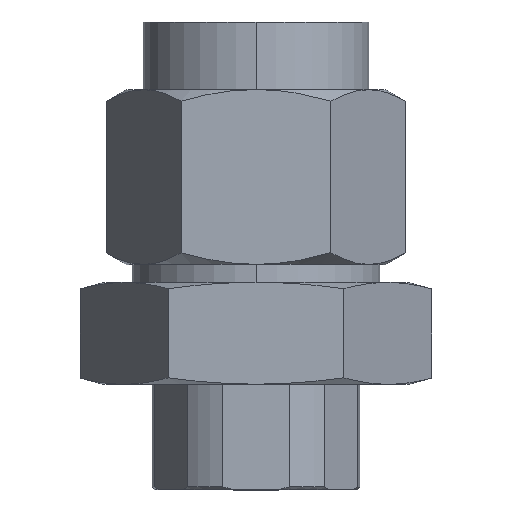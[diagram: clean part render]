
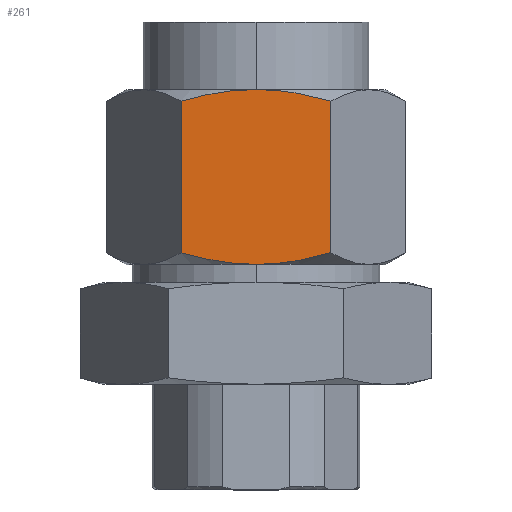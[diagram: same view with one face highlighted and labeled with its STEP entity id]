
A CAD part, top view. The second image highlights one B-rep face of the part: STEP entity #261.
In plain terms, the highlighted planar face has unit normal (0, 0, 1).
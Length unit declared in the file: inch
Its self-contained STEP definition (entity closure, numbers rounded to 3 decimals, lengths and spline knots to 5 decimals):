
#72 = CARTESIAN_POINT ( 'NONE',  ( -0.28022, -2.09316, 1.44 ) ) ;
#232 = CARTESIAN_POINT ( 'NONE',  ( -0.83138, -1.97665, 1.44 ) ) ;
#261 = ADVANCED_FACE ( 'Defeatured_0_18', ( #6594 ), #3330, .F. ) ;
#385 = VECTOR ( 'NONE', #3310, 39.37008 ) ;
#425 = CARTESIAN_POINT ( 'NONE',  ( 0.83138, -1.97665, 1.44 ) ) ;
#445 = CARTESIAN_POINT ( 'NONE',  ( 0.69692, -2.01546, 1.44 ) ) ;
#496 = CARTESIAN_POINT ( 'NONE',  ( -0.55738, -0.22462, 1.44 ) ) ;
#526 = CARTESIAN_POINT ( 'NONE',  ( 0.14107, -0.169, 1.44 ) ) ;
#580 = CARTESIAN_POINT ( 'NONE',  ( 0., -12.37225, 1.44 ) ) ;
#674 = CARTESIAN_POINT ( 'NONE',  ( 0., -2.10526, 1.44 ) ) ;
#683 = CARTESIAN_POINT ( 'NONE',  ( -0.83138, -12.37225, 1.44 ) ) ;
#716 = LINE ( 'NONE', #683, #2200 ) ;
#725 = EDGE_CURVE ( 'Defeatured_0_18+Defeatured_0_7+Defeatured_0_17+Defeatured_0_8', #3404, #4349, #7148, .T. ) ;
#833 = VERTEX_POINT ( 'NONE', #4337 ) ;
#874 = B_SPLINE_CURVE_WITH_KNOTS ( 'NONE', 3,
 ( #425, #445, #4890, #1574, #5450, #2132, #5997, #2676, #6554, #3226 ),
 .UNSPECIFIED., .F., .F.,
 ( 4, 2, 2, 2, 4 ),
 ( 0.10936, 0.12006, 0.1254, 0.12808, 0.13075 ),
 .UNSPECIFIED. ) ;
#1145 = CARTESIAN_POINT ( 'NONE',  ( 0.69692, -0.25506, 1.44 ) ) ;
#1174 = DIRECTION ( 'NONE',  ( 0., 1., 0. ) ) ;
#1574 = CARTESIAN_POINT ( 'NONE',  ( 0.35265, -2.08156, 1.44 ) ) ;
#1609 = CARTESIAN_POINT ( 'NONE',  ( -0.76355, -0.27474, 1.44 ) ) ;
#2046 = CARTESIAN_POINT ( 'NONE',  ( -0.14064, -2.10526, 1.44 ) ) ;
#2132 = CARTESIAN_POINT ( 'NONE',  ( 0.1765, -2.09929, 1.44 ) ) ;
#2166 = EDGE_CURVE ( 'Defeatured_0_19+Defeatured_0_18+Defeatured_0_3+Defeatured_0_8', #5411, #833, #716, .T. ) ;
#2193 = VERTEX_POINT ( 'NONE', #674 ) ;
#2200 = VECTOR ( 'NONE', #1174, 39.37008 ) ;
#2250 = EDGE_CURVE ( 'Defeatured_0_18+Defeatured_0_17+Defeatured_0_2+Defeatured_0_7', #5201, #3404, #3150, .T. ) ;
#2309 = EDGE_CURVE ( 'Defeatured_0_3+Defeatured_0_18+Defeatured_0_11+Defeatured_0_19', #2193, #5411, #5286, .T. ) ;
#2465 = CARTESIAN_POINT ( 'NONE',  ( 0., -2.10526, 1.44 ) ) ;
#2525 = CARTESIAN_POINT ( 'NONE',  ( 0.83138, -1.97665, 1.44 ) ) ;
#2676 = CARTESIAN_POINT ( 'NONE',  ( 0.07044, -2.10452, 1.44 ) ) ;
#2708 = CARTESIAN_POINT ( 'NONE',  ( -0.79754, -0.28411, 1.44 ) ) ;
#2743 = CARTESIAN_POINT ( 'NONE',  ( 0., -0.16526, 1.44 ) ) ;
#2779 = EDGE_LOOP ( 'NONE', ( #3950, #3144, #5821, #5500, #5600, #5371 ) ) ;
#2972 = CARTESIAN_POINT ( 'NONE',  ( 0.07044, -0.16601, 1.44 ) ) ;
#3068 = CARTESIAN_POINT ( 'NONE',  ( 0.83138, -0.29388, 1.44 ) ) ;
#3144 = ORIENTED_EDGE ( 'NONE', *, *, #725, .T. ) ;
#3150 = LINE ( 'NONE', #4159, #385 ) ;
#3172 = AXIS2_PLACEMENT_3D ( 'NONE', #580, #3390, #3397 ) ;
#3226 = CARTESIAN_POINT ( 'NONE',  ( 0., -2.10526, 1.44 ) ) ;
#3310 = DIRECTION ( 'NONE',  ( 0., 1., 0. ) ) ;
#3330 = PLANE ( 'NONE',  #3172 ) ;
#3390 = DIRECTION ( 'NONE',  ( 0., 0., -1. ) ) ;
#3397 = DIRECTION ( 'NONE',  ( 1., 0., 0. ) ) ;
#3404 = VERTEX_POINT ( 'NONE', #3068 ) ;
#3678 = CARTESIAN_POINT ( 'NONE',  ( -0.76355, -1.99578, 1.44 ) ) ;
#3950 = ORIENTED_EDGE ( 'NONE', *, *, #2250, .T. ) ;
#3978 = CARTESIAN_POINT ( 'NONE',  ( -0.79754, -1.98642, 1.44 ) ) ;
#4007 = CARTESIAN_POINT ( 'NONE',  ( -0.55738, -2.0459, 1.44 ) ) ;
#4159 = CARTESIAN_POINT ( 'NONE',  ( 0.83138, -12.37225, 1.44 ) ) ;
#4312 = CARTESIAN_POINT ( 'NONE',  ( 0.28264, -0.18016, 1.44 ) ) ;
#4337 = CARTESIAN_POINT ( 'NONE',  ( -0.83138, -0.29388, 1.44 ) ) ;
#4349 = VERTEX_POINT ( 'NONE', #6889 ) ;
#4496 = CARTESIAN_POINT ( 'NONE',  ( -0.69519, -2.01362, 1.44 ) ) ;
#4501 = CARTESIAN_POINT ( 'NONE',  ( 0.35265, -0.18897, 1.44 ) ) ;
#4545 = CARTESIAN_POINT ( 'NONE',  ( -0.83138, -1.97665, 1.44 ) ) ;
#4556 = CARTESIAN_POINT ( 'NONE',  ( 0., -0.16526, 1.44 ) ) ;
#4573 = EDGE_CURVE ( 'Defeatured_0_18+Defeatured_0_8+Defeatured_0_7+Defeatured_0_19', #4349, #833, #6072, .T. ) ;
#4650 = CARTESIAN_POINT ( 'NONE',  ( 0.03519, -0.16526, 1.44 ) ) ;
#4890 = CARTESIAN_POINT ( 'NONE',  ( 0.56075, -2.04777, 1.44 ) ) ;
#4916 = CARTESIAN_POINT ( 'NONE',  ( -0.83138, -0.29388, 1.44 ) ) ;
#4987 = CARTESIAN_POINT ( 'NONE',  ( 0.1765, -0.17124, 1.44 ) ) ;
#5201 = VERTEX_POINT ( 'NONE', #2525 ) ;
#5286 = B_SPLINE_CURVE_WITH_KNOTS ( 'NONE', 3,
 ( #2465, #2046, #72, #6042, #4007, #5665, #4496, #3678, #3978, #4545 ),
 .UNSPECIFIED., .F., .F.,
 ( 4, 2, 2, 2, 4 ),
 ( 0.13075, 0.14144, 0.14678, 0.14945, 0.15213 ),
 .UNSPECIFIED. ) ;
#5371 = ORIENTED_EDGE ( 'NONE', *, *, #5749, .F. ) ;
#5411 = VERTEX_POINT ( 'NONE', #232 ) ;
#5450 = CARTESIAN_POINT ( 'NONE',  ( 0.28264, -2.09036, 1.44 ) ) ;
#5498 = CARTESIAN_POINT ( 'NONE',  ( -0.69519, -0.25691, 1.44 ) ) ;
#5500 = ORIENTED_EDGE ( 'NONE', *, *, #2166, .F. ) ;
#5517 = CARTESIAN_POINT ( 'NONE',  ( -0.14064, -0.16526, 1.44 ) ) ;
#5600 = ORIENTED_EDGE ( 'NONE', *, *, #2309, .F. ) ;
#5665 = CARTESIAN_POINT ( 'NONE',  ( -0.66079, -2.02209, 1.44 ) ) ;
#5749 = EDGE_CURVE ( 'Defeatured_0_2+Defeatured_0_18+Defeatured_0_17+Defeatured_0_11', #5201, #2193, #874, .T. ) ;
#5821 = ORIENTED_EDGE ( 'NONE', *, *, #4573, .T. ) ;
#5947 = CARTESIAN_POINT ( 'NONE',  ( 0.56075, -0.22276, 1.44 ) ) ;
#5990 = CARTESIAN_POINT ( 'NONE',  ( 0.83138, -0.29388, 1.44 ) ) ;
#5997 = CARTESIAN_POINT ( 'NONE',  ( 0.14107, -2.10153, 1.44 ) ) ;
#6042 = CARTESIAN_POINT ( 'NONE',  ( -0.48826, -2.05961, 1.44 ) ) ;
#6047 = CARTESIAN_POINT ( 'NONE',  ( -0.66079, -0.24844, 1.44 ) ) ;
#6072 = B_SPLINE_CURVE_WITH_KNOTS ( 'NONE', 3,
 ( #2743, #5517, #6628, #6582, #496, #6047, #5498, #1609, #2708, #4916 ),
 .UNSPECIFIED., .F., .F.,
 ( 4, 2, 2, 2, 4 ),
 ( 0.13075, 0.14144, 0.14678, 0.14945, 0.15213 ),
 .UNSPECIFIED. ) ;
#6554 = CARTESIAN_POINT ( 'NONE',  ( 0.03519, -2.10526, 1.44 ) ) ;
#6582 = CARTESIAN_POINT ( 'NONE',  ( -0.48826, -0.21091, 1.44 ) ) ;
#6594 = FACE_OUTER_BOUND ( 'NONE', #2779, .T. ) ;
#6628 = CARTESIAN_POINT ( 'NONE',  ( -0.28022, -0.17736, 1.44 ) ) ;
#6889 = CARTESIAN_POINT ( 'NONE',  ( 0., -0.16526, 1.44 ) ) ;
#7148 = B_SPLINE_CURVE_WITH_KNOTS ( 'NONE', 3,
 ( #5990, #1145, #5947, #4501, #4312, #4987, #526, #2972, #4650, #4556 ),
 .UNSPECIFIED., .F., .F.,
 ( 4, 2, 2, 2, 4 ),
 ( 0.10936, 0.12006, 0.1254, 0.12808, 0.13075 ),
 .UNSPECIFIED. ) ;
